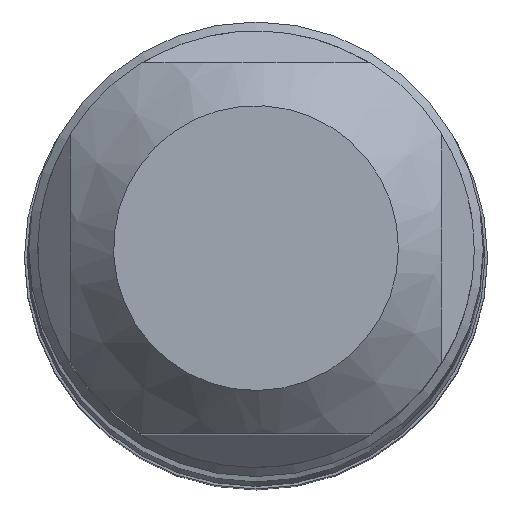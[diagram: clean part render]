
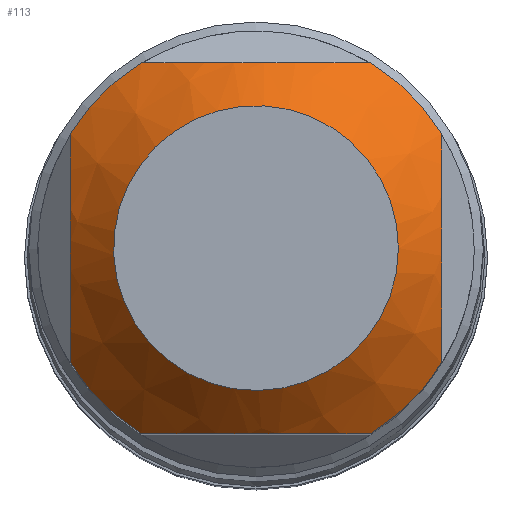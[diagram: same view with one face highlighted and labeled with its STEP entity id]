
A CAD part, top view. The second image highlights one B-rep face of the part: STEP entity #113.
In plain terms, the highlighted conical face has half-angle 45 degrees and reference radius 1.88 mm.
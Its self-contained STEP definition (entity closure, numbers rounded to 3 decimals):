
#113=ADVANCED_FACE('',(#144,#145),#127,.T.);
#127=CONICAL_SURFACE('',#436,1.88,45.);
#144=FACE_BOUND('',#179,.T.);
#145=FACE_BOUND('',#180,.T.);
#179=EDGE_LOOP('',(#229));
#180=EDGE_LOOP('',(#230,#231,#232,#233,#234,#235,#236,#237));
#229=ORIENTED_EDGE('',*,*,#312,.F.);
#230=ORIENTED_EDGE('',*,*,#328,.T.);
#231=ORIENTED_EDGE('',*,*,#329,.T.);
#232=ORIENTED_EDGE('',*,*,#330,.T.);
#233=ORIENTED_EDGE('',*,*,#316,.T.);
#234=ORIENTED_EDGE('',*,*,#331,.T.);
#235=ORIENTED_EDGE('',*,*,#321,.T.);
#236=ORIENTED_EDGE('',*,*,#332,.T.);
#237=ORIENTED_EDGE('',*,*,#326,.T.);
#281=VERTEX_POINT('',#619);
#284=VERTEX_POINT('',#627);
#285=VERTEX_POINT('',#634);
#288=VERTEX_POINT('',#643);
#289=VERTEX_POINT('',#650);
#292=VERTEX_POINT('',#659);
#293=VERTEX_POINT('',#666);
#294=VERTEX_POINT('',#670);
#295=VERTEX_POINT('',#677);
#312=EDGE_CURVE('',#281,#281,#350,.T.);
#316=EDGE_CURVE('',#285,#284,#370,.T.);
#321=EDGE_CURVE('',#289,#288,#371,.T.);
#326=EDGE_CURVE('',#293,#292,#372,.T.);
#328=EDGE_CURVE('',#292,#294,#351,.T.);
#329=EDGE_CURVE('',#294,#295,#373,.T.);
#330=EDGE_CURVE('',#295,#285,#352,.T.);
#331=EDGE_CURVE('',#284,#289,#353,.T.);
#332=EDGE_CURVE('',#288,#293,#354,.T.);
#350=CIRCLE('',#421,1.88);
#351=CIRCLE('',#432,2.88);
#352=CIRCLE('',#433,2.88);
#353=CIRCLE('',#434,2.88);
#354=CIRCLE('',#435,2.88);
#370=B_SPLINE_CURVE_WITH_KNOTS('',3,(#628,#629,#630,#631,#632,#633),
 .UNSPECIFIED.,.F.,.F.,(4,2,4),(0.,0.5,1.),.UNSPECIFIED.);
#371=B_SPLINE_CURVE_WITH_KNOTS('',3,(#644,#645,#646,#647,#648,#649),
 .UNSPECIFIED.,.F.,.F.,(4,2,4),(0.,0.5,1.),.UNSPECIFIED.);
#372=B_SPLINE_CURVE_WITH_KNOTS('',3,(#660,#661,#662,#663,#664,#665),
 .UNSPECIFIED.,.F.,.F.,(4,2,4),(0.,0.5,1.),.UNSPECIFIED.);
#373=B_SPLINE_CURVE_WITH_KNOTS('',3,(#671,#672,#673,#674,#675,#676),
 .UNSPECIFIED.,.F.,.F.,(4,2,4),(0.,0.5,1.),.UNSPECIFIED.);
#421=AXIS2_PLACEMENT_3D('',#618,#489,#490);
#432=AXIS2_PLACEMENT_3D('',#669,#520,#521);
#433=AXIS2_PLACEMENT_3D('',#678,#522,#523);
#434=AXIS2_PLACEMENT_3D('',#679,#524,#525);
#435=AXIS2_PLACEMENT_3D('',#680,#526,#527);
#436=AXIS2_PLACEMENT_3D('',#681,#528,#529);
#489=DIRECTION('',(0.,0.,1.));
#490=DIRECTION('',(1.,0.,0.));
#520=DIRECTION('',(0.,0.,1.));
#521=DIRECTION('',(-1.,0.,0.));
#522=DIRECTION('',(0.,0.,1.));
#523=DIRECTION('',(-1.,0.,0.));
#524=DIRECTION('',(0.,0.,1.));
#525=DIRECTION('',(-1.,0.,0.));
#526=DIRECTION('',(0.,0.,1.));
#527=DIRECTION('',(-1.,0.,0.));
#528=DIRECTION('',(0.,0.,-1.));
#529=DIRECTION('',(-1.,0.,0.));
#618=CARTESIAN_POINT('',(0.,0.,0.));
#619=CARTESIAN_POINT('',(1.88,0.,0.));
#627=CARTESIAN_POINT('',(-1.514,2.45,-1.));
#628=CARTESIAN_POINT('',(1.514,2.45,-1.));
#629=CARTESIAN_POINT('',(1.043,2.45,-0.752));
#630=CARTESIAN_POINT('',(0.528,2.45,-0.57));
#631=CARTESIAN_POINT('',(-0.527,2.45,-0.57));
#632=CARTESIAN_POINT('',(-1.043,2.45,-0.752));
#633=CARTESIAN_POINT('',(-1.514,2.45,-1.));
#634=CARTESIAN_POINT('',(1.514,2.45,-1.));
#643=CARTESIAN_POINT('',(-2.45,-1.514,-1.));
#644=CARTESIAN_POINT('',(-2.45,1.514,-1.));
#645=CARTESIAN_POINT('',(-2.45,1.043,-0.752));
#646=CARTESIAN_POINT('',(-2.45,0.527,-0.57));
#647=CARTESIAN_POINT('',(-2.45,-0.528,-0.57));
#648=CARTESIAN_POINT('',(-2.45,-1.043,-0.752));
#649=CARTESIAN_POINT('',(-2.45,-1.514,-1.));
#650=CARTESIAN_POINT('',(-2.45,1.514,-1.));
#659=CARTESIAN_POINT('',(1.514,-2.45,-1.));
#660=CARTESIAN_POINT('',(-1.514,-2.45,-1.));
#661=CARTESIAN_POINT('',(-1.043,-2.45,-0.752));
#662=CARTESIAN_POINT('',(-0.527,-2.45,-0.57));
#663=CARTESIAN_POINT('',(0.528,-2.45,-0.57));
#664=CARTESIAN_POINT('',(1.043,-2.45,-0.752));
#665=CARTESIAN_POINT('',(1.514,-2.45,-1.));
#666=CARTESIAN_POINT('',(-1.514,-2.45,-1.));
#669=CARTESIAN_POINT('',(0.,0.,-1.));
#670=CARTESIAN_POINT('',(2.45,-1.514,-1.));
#671=CARTESIAN_POINT('',(2.45,-1.514,-1.));
#672=CARTESIAN_POINT('',(2.45,-1.043,-0.752));
#673=CARTESIAN_POINT('',(2.45,-0.528,-0.57));
#674=CARTESIAN_POINT('',(2.45,0.527,-0.57));
#675=CARTESIAN_POINT('',(2.45,1.043,-0.752));
#676=CARTESIAN_POINT('',(2.45,1.514,-1.));
#677=CARTESIAN_POINT('',(2.45,1.514,-1.));
#678=CARTESIAN_POINT('',(0.,0.,-1.));
#679=CARTESIAN_POINT('',(0.,0.,-1.));
#680=CARTESIAN_POINT('',(0.,0.,-1.));
#681=CARTESIAN_POINT('',(0.,0.,0.));
